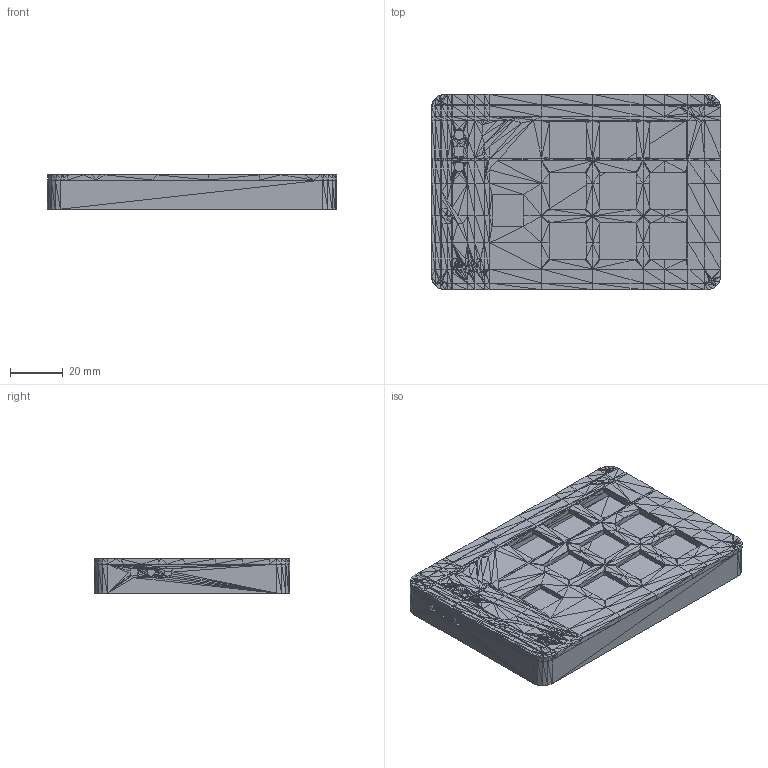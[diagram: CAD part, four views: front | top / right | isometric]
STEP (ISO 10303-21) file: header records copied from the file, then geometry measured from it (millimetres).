
FILE_DESCRIPTION(/* description */ (''),/* implementation_level */ '2;1');
FILE_NAME(/* name */ 'RM.pad - Full.step',/* time_stamp */ '2026-02-08T10:28:41-06:00',/* author */ (''),/* organization */ (''),/* preprocessor_version */ 'ST-DEVELOPER v20.1',/* originating_system */ 'Autodesk Translation Framework v14.24.0.0',/* authorisation */ '');
FILE_SCHEMA (('AUTOMOTIVE_DESIGN { 1 0 10303 214 3 1 1 }'));
Products named in the file (1): 2026-02-08-10-06-48-140
Bounding box: 109.46 x 73.94 x 13 mm (x, y, z)
Volume: 49589.4 mm3; surface area: 37001.9 mm2
Topology: 2 solids, 2 shells, 4069 faces, 6112 edges, 2007 vertices
Faces by surface type: plane 4069
Entity records: 79394 total; most frequent: DIRECTION 14252, ORIENTED_EDGE 12224, CARTESIAN_POINT 12189, LINE 6112, VECTOR 6112, EDGE_CURVE 6112, AXIS2_PLACEMENT_3D 4070, FACE_OUTER_BOUND 4069
